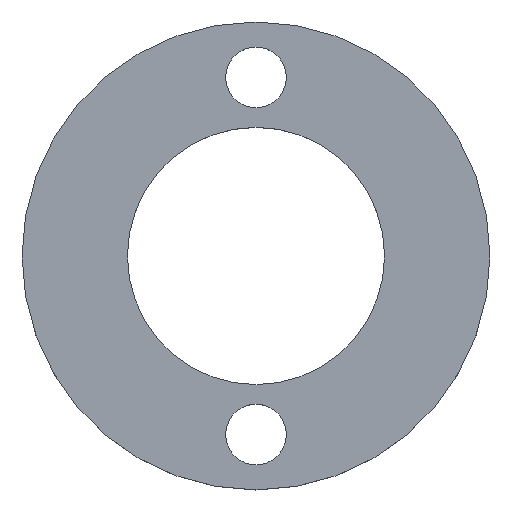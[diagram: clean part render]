
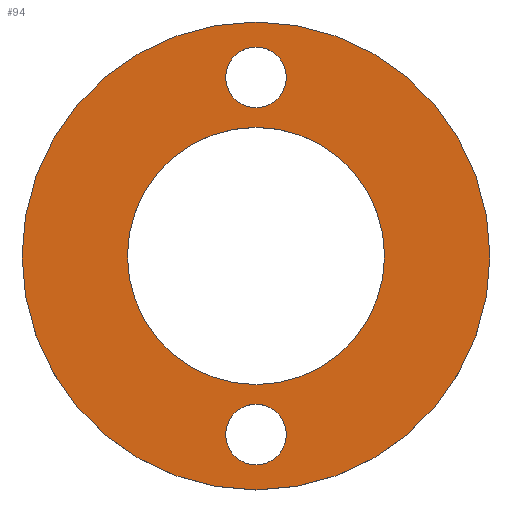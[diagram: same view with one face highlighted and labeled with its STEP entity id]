
A CAD part, top view. The second image highlights one B-rep face of the part: STEP entity #94.
In plain terms, the highlighted planar face has unit normal (0, 0, 1).
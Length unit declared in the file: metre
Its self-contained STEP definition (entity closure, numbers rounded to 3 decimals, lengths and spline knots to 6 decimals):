
#12=PLANE('',#121);
#22=ORIENTED_EDGE('',*,*,#34,.F.);
#23=ORIENTED_EDGE('',*,*,#32,.F.);
#24=ORIENTED_EDGE('',*,*,#30,.F.);
#25=ORIENTED_EDGE('',*,*,#36,.T.);
#30=EDGE_CURVE('',#38,#38,#46,.T.);
#32=EDGE_CURVE('',#40,#40,#48,.T.);
#34=EDGE_CURVE('',#42,#42,#50,.T.);
#36=EDGE_CURVE('',#44,#44,#52,.T.);
#38=VERTEX_POINT('',#156);
#40=VERTEX_POINT('',#161);
#42=VERTEX_POINT('',#166);
#44=VERTEX_POINT('',#171);
#46=CIRCLE('',#110,0.018288);
#48=CIRCLE('',#113,0.004318);
#50=CIRCLE('',#116,0.004318);
#52=CIRCLE('',#119,0.033274);
#62=EDGE_LOOP('',(#22));
#63=EDGE_LOOP('',(#23));
#64=EDGE_LOOP('',(#24));
#65=EDGE_LOOP('',(#25));
#78=FACE_BOUND('',#62,.T.);
#79=FACE_BOUND('',#63,.T.);
#80=FACE_BOUND('',#64,.T.);
#81=FACE_BOUND('',#65,.T.);
#94=ADVANCED_FACE('',(#78,#79,#80,#81),#12,.T.);
#110=AXIS2_PLACEMENT_3D('',#155,#127,#128);
#113=AXIS2_PLACEMENT_3D('',#160,#133,#134);
#116=AXIS2_PLACEMENT_3D('',#165,#139,#140);
#119=AXIS2_PLACEMENT_3D('',#170,#145,#146);
#121=AXIS2_PLACEMENT_3D('',#174,#149,#150);
#127=DIRECTION('',(0.,0.,1.));
#128=DIRECTION('',(1.,0.,0.));
#133=DIRECTION('',(0.,0.,1.));
#134=DIRECTION('',(1.,0.,0.));
#139=DIRECTION('',(0.,0.,1.));
#140=DIRECTION('',(1.,0.,0.));
#145=DIRECTION('',(0.,0.,1.));
#146=DIRECTION('',(1.,0.,0.));
#149=DIRECTION('',(0.,0.,1.));
#150=DIRECTION('',(1.,0.,0.));
#155=CARTESIAN_POINT('',(0.,0.,0.00635));
#156=CARTESIAN_POINT('',(0.018288,0.,0.00635));
#160=CARTESIAN_POINT('',(0.,0.0254,0.00635));
#161=CARTESIAN_POINT('',(0.004318,0.0254,0.00635));
#165=CARTESIAN_POINT('',(0.,-0.0254,0.00635));
#166=CARTESIAN_POINT('',(0.004318,-0.0254,0.00635));
#170=CARTESIAN_POINT('',(0.,0.,0.00635));
#171=CARTESIAN_POINT('',(0.033274,0.,0.00635));
#174=CARTESIAN_POINT('',(0.,0.,0.00635));
